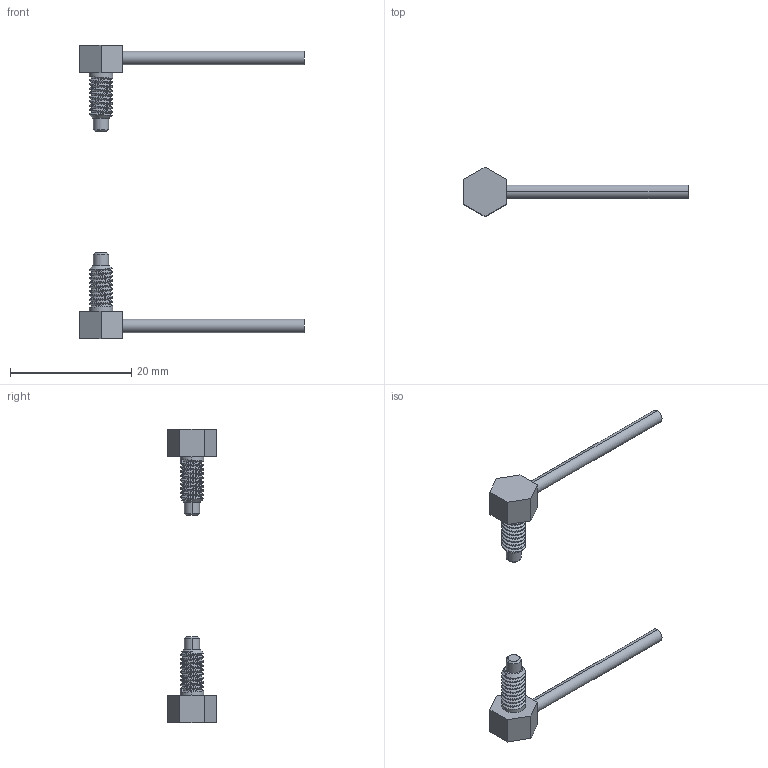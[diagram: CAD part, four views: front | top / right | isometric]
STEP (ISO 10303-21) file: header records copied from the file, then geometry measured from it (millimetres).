
FILE_DESCRIPTION((''),'2;1');
FILE_NAME('ADMI20BCM9YJ_ASM','2021-08-11T',('Gavin'),(''),'PRO/ENGINEER BY PARAMETRIC TECHNOLOGY CORPORATION, 2009440','PRO/ENGINEER BY PARAMETRIC TECHNOLOGY CORPORATION, 2009440','');
FILE_SCHEMA(('CONFIG_CONTROL_DESIGN'));
Length unit declared in the file: millimetre
Products named in the file (3): MANIFOLD_SOLID_BREP_97; MANIFOLD_SOLID_BREP_99; ADMI20BCM9YJ_ASM
Assembly tree (2 placements, depth 2):
  ADMI20BCM9YJ_ASM
    MANIFOLD_SOLID_BREP_97
    MANIFOLD_SOLID_BREP_99
Bounding box: 37 x 8.08 x 48.4 mm (x, y, z)
Volume: 785.6 mm3; surface area: 1075.9 mm2
Topology: 2 solids, 2 shells, 122 faces, 334 edges, 222 vertices
Faces by surface type: cylinder 84, plane 26, cone 8, bspline 4
Entity records: 7214 total; most frequent: CARTESIAN_POINT 4311, ORIENTED_EDGE 668, DIRECTION 462, EDGE_CURVE 334, VERTEX_POINT 222, AXIS2_PLACEMENT_3D 159, B_SPLINE_CURVE_WITH_KNOTS 154, VECTOR 144
